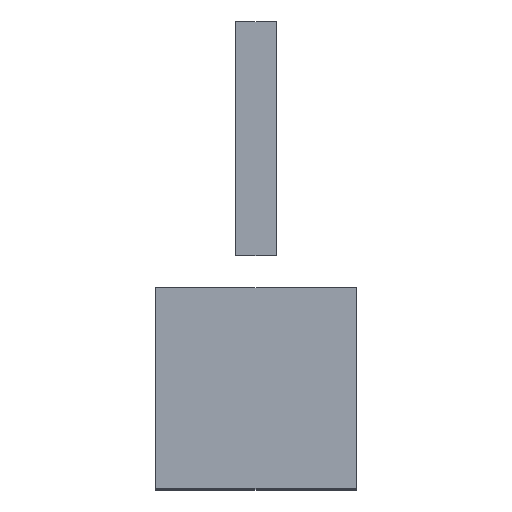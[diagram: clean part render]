
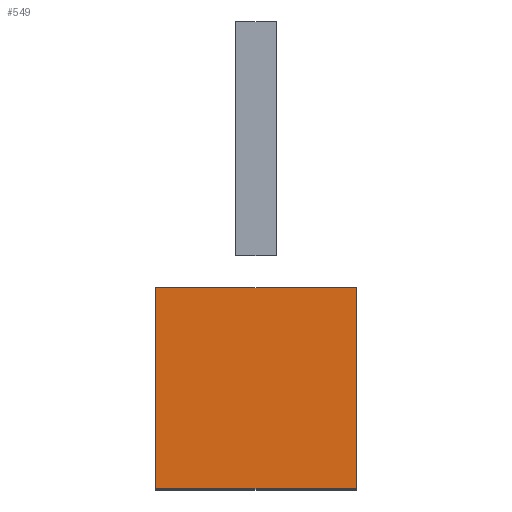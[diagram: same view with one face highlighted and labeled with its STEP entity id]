
A CAD part, top view. The second image highlights one B-rep face of the part: STEP entity #549.
In plain terms, the highlighted planar face has unit normal (0, 0, 1).
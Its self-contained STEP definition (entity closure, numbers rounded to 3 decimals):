
#47=FACE_OUTER_BOUND('',#77,.T.);
#77=EDGE_LOOP('',(#387,#388,#389,#390));
#119=LINE('',#842,#191);
#120=LINE('',#844,#192);
#121=LINE('',#846,#193);
#122=LINE('',#847,#194);
#191=VECTOR('',#690,10.);
#192=VECTOR('',#691,10.);
#193=VECTOR('',#692,10.);
#194=VECTOR('',#693,10.);
#259=VERTEX_POINT('',#840);
#260=VERTEX_POINT('',#841);
#261=VERTEX_POINT('',#843);
#262=VERTEX_POINT('',#845);
#311=EDGE_CURVE('',#259,#260,#119,.T.);
#312=EDGE_CURVE('',#261,#260,#120,.T.);
#313=EDGE_CURVE('',#262,#261,#121,.T.);
#314=EDGE_CURVE('',#259,#262,#122,.T.);
#387=ORIENTED_EDGE('',*,*,#311,.T.);
#388=ORIENTED_EDGE('',*,*,#312,.F.);
#389=ORIENTED_EDGE('',*,*,#313,.F.);
#390=ORIENTED_EDGE('',*,*,#314,.F.);
#519=PLANE('',#630);
#549=ADVANCED_FACE('',(#47),#519,.F.);
#630=AXIS2_PLACEMENT_3D('',#839,#688,#689);
#688=DIRECTION('center_axis',(0.,0.,-1.));
#689=DIRECTION('ref_axis',(0.,-1.,0.));
#690=DIRECTION('',(0.,-1.,0.));
#691=DIRECTION('',(-1.,0.,0.));
#692=DIRECTION('',(0.,-1.,0.));
#693=DIRECTION('',(1.,0.,0.));
#839=CARTESIAN_POINT('Origin',(60.,60.,0.));
#840=CARTESIAN_POINT('',(0.,120.,0.));
#841=CARTESIAN_POINT('',(0.,0.,0.));
#842=CARTESIAN_POINT('',(0.,60.,0.));
#843=CARTESIAN_POINT('',(120.,0.,0.));
#844=CARTESIAN_POINT('',(60.,0.,0.));
#845=CARTESIAN_POINT('',(120.,120.,0.));
#846=CARTESIAN_POINT('',(120.,60.,0.));
#847=CARTESIAN_POINT('',(60.,120.,0.));
